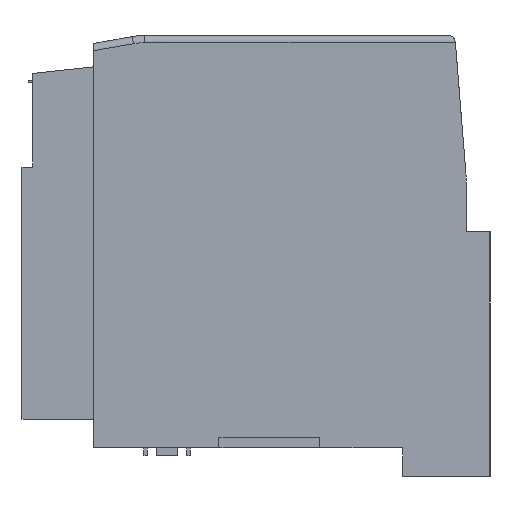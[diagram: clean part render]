
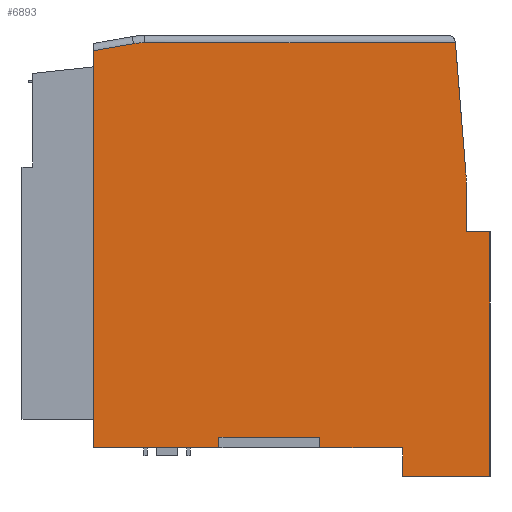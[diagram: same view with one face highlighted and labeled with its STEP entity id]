
A CAD part, left-side view. The second image highlights one B-rep face of the part: STEP entity #6893.
In plain terms, the highlighted planar face has unit normal (-1, 0, 0).
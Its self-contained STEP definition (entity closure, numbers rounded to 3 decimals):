
#389 = DIRECTION ( 'NONE',  ( 0., 0., -1. ) ) ;
#695 = VECTOR ( 'NONE', #10714, 1000. ) ;
#1367 = CARTESIAN_POINT ( 'NONE',  ( -44.35, 18.784, 56.35 ) ) ;
#1484 = DIRECTION ( 'NONE',  ( 0., 1., 0. ) ) ;
#1590 = EDGE_CURVE ( 'NONE', #15564, #21623, #1721, .T. ) ;
#1686 = VERTEX_POINT ( 'NONE', #26381 ) ;
#1721 = LINE ( 'NONE', #20508, #27431 ) ;
#1751 = ORIENTED_EDGE ( 'NONE', *, *, #2493, .F. ) ;
#2251 = VERTEX_POINT ( 'NONE', #13675 ) ;
#2493 = EDGE_CURVE ( 'NONE', #12966, #18017, #7441, .T. ) ;
#2765 = EDGE_CURVE ( 'NONE', #24474, #7364, #6259, .T. ) ;
#2799 = PLANE ( 'NONE',  #17127 ) ;
#2950 = LINE ( 'NONE', #3267, #22018 ) ;
#3100 = DIRECTION ( 'NONE',  ( 0., 0., -1. ) ) ;
#3267 = CARTESIAN_POINT ( 'NONE',  ( -44.35, -17.09, -4. ) ) ;
#3529 = CARTESIAN_POINT ( 'NONE',  ( -44.35, 25.95, 57.35 ) ) ;
#4128 = ORIENTED_EDGE ( 'NONE', *, *, #13636, .T. ) ;
#4135 = VECTOR ( 'NONE', #3100, 1000. ) ;
#4650 = CARTESIAN_POINT ( 'NONE',  ( -44.35, 8.45, 1.5 ) ) ;
#5145 = DIRECTION ( 'NONE',  ( 0., -0.081, -0.997 ) ) ;
#5755 = CARTESIAN_POINT ( 'NONE',  ( -44.35, -25.95, 56.35 ) ) ;
#5767 = DIRECTION ( 'NONE',  ( 0., 0., 1. ) ) ;
#5892 = ORIENTED_EDGE ( 'NONE', *, *, #27694, .T. ) ;
#6259 = LINE ( 'NONE', #30495, #18710 ) ;
#6486 = VECTOR ( 'NONE', #30393, 1000. ) ;
#6544 = CARTESIAN_POINT ( 'NONE',  ( -44.35, -25.95, 30.05 ) ) ;
#6893 = ADVANCED_FACE ( 'NONE', ( #23975 ), #2799, .F. ) ;
#7003 = VECTOR ( 'NONE', #17734, 1000. ) ;
#7364 = VERTEX_POINT ( 'NONE', #4650 ) ;
#7441 = LINE ( 'NONE', #20067, #20664 ) ;
#7594 = CIRCLE ( 'NONE', #29979, 20. ) ;
#7805 = CARTESIAN_POINT ( 'NONE',  ( -44.35, -24.431, 56.35 ) ) ;
#7988 = DIRECTION ( 'NONE',  ( 0., 0., -1. ) ) ;
#8239 = ORIENTED_EDGE ( 'NONE', *, *, #13368, .T. ) ;
#8366 = EDGE_CURVE ( 'NONE', #16139, #15564, #17179, .T. ) ;
#8479 = AXIS2_PLACEMENT_3D ( 'NONE', #24115, #9183, #26636 ) ;
#8688 = VECTOR ( 'NONE', #28427, 1000. ) ;
#9053 = VERTEX_POINT ( 'NONE', #14643 ) ;
#9183 = DIRECTION ( 'NONE',  ( -1., 0., 0. ) ) ;
#9939 = CARTESIAN_POINT ( 'NONE',  ( -44.35, -5.55, 1.5 ) ) ;
#10097 = ORIENTED_EDGE ( 'NONE', *, *, #25149, .F. ) ;
#10304 = VERTEX_POINT ( 'NONE', #1367 ) ;
#10565 = DIRECTION ( 'NONE',  ( 0., 1., 0. ) ) ;
#10656 = EDGE_CURVE ( 'NONE', #21491, #19913, #17437, .T. ) ;
#10714 = DIRECTION ( 'NONE',  ( 0., 0., -1. ) ) ;
#10800 = VECTOR ( 'NONE', #7988, 1000. ) ;
#11026 = LINE ( 'NONE', #5755, #29345 ) ;
#11201 = CARTESIAN_POINT ( 'NONE',  ( -44.35, -29.25, 30.05 ) ) ;
#11751 = CARTESIAN_POINT ( 'NONE',  ( -44.35, -5.95, 36.791 ) ) ;
#11792 = ORIENTED_EDGE ( 'NONE', *, *, #29492, .F. ) ;
#12037 = EDGE_CURVE ( 'NONE', #31335, #1686, #28573, .T. ) ;
#12044 = DIRECTION ( 'NONE',  ( 0., 0.985, -0.172 ) ) ;
#12675 = EDGE_LOOP ( 'NONE', ( #1751, #5892, #8239, #13283, #17419, #30851, #18955, #19529, #4128, #31921, #11792, #10097, #28048, #16163, #13666, #21881 ) ) ;
#12966 = VERTEX_POINT ( 'NONE', #7805 ) ;
#13283 = ORIENTED_EDGE ( 'NONE', *, *, #30900, .T. ) ;
#13368 = EDGE_CURVE ( 'NONE', #10304, #9053, #16245, .T. ) ;
#13636 = EDGE_CURVE ( 'NONE', #24474, #22550, #29818, .T. ) ;
#13666 = ORIENTED_EDGE ( 'NONE', *, *, #10656, .F. ) ;
#13675 = CARTESIAN_POINT ( 'NONE',  ( -44.35, -17.09, 0. ) ) ;
#14158 = CARTESIAN_POINT ( 'NONE',  ( -44.35, 8.45, 0. ) ) ;
#14277 = DIRECTION ( 'NONE',  ( 0., 0., -1. ) ) ;
#14643 = CARTESIAN_POINT ( 'NONE',  ( -44.35, 20.332, 56.216 ) ) ;
#15291 = DIRECTION ( 'NONE',  ( 1., 0., 0. ) ) ;
#15564 = VERTEX_POINT ( 'NONE', #18632 ) ;
#16139 = VERTEX_POINT ( 'NONE', #25905 ) ;
#16163 = ORIENTED_EDGE ( 'NONE', *, *, #29617, .T. ) ;
#16245 = CIRCLE ( 'NONE', #8479, 9. ) ;
#16390 = LINE ( 'NONE', #24471, #29622 ) ;
#16403 = VECTOR ( 'NONE', #25846, 1000. ) ;
#17127 = AXIS2_PLACEMENT_3D ( 'NONE', #30194, #15291, #389 ) ;
#17176 = CARTESIAN_POINT ( 'NONE',  ( -44.35, -25.885, 38.406 ) ) ;
#17179 = LINE ( 'NONE', #3529, #16403 ) ;
#17419 = ORIENTED_EDGE ( 'NONE', *, *, #8366, .T. ) ;
#17437 = LINE ( 'NONE', #25417, #10800 ) ;
#17707 = LINE ( 'NONE', #31419, #24328 ) ;
#17734 = DIRECTION ( 'NONE',  ( 0., 1., 0. ) ) ;
#17992 = CARTESIAN_POINT ( 'NONE',  ( -44.35, -25.95, 0. ) ) ;
#18017 = VERTEX_POINT ( 'NONE', #17176 ) ;
#18632 = CARTESIAN_POINT ( 'NONE',  ( -44.35, 25.95, 0. ) ) ;
#18710 = VECTOR ( 'NONE', #10565, 1000. ) ;
#18803 = CARTESIAN_POINT ( 'NONE',  ( -44.35, -5.55, 0. ) ) ;
#18955 = ORIENTED_EDGE ( 'NONE', *, *, #25954, .F. ) ;
#19529 = ORIENTED_EDGE ( 'NONE', *, *, #2765, .F. ) ;
#19913 = VERTEX_POINT ( 'NONE', #6544 ) ;
#20067 = CARTESIAN_POINT ( 'NONE',  ( -44.35, -24.35, 57.35 ) ) ;
#20504 = CARTESIAN_POINT ( 'NONE',  ( -44.35, -5.55, 1.5 ) ) ;
#20508 = CARTESIAN_POINT ( 'NONE',  ( -44.35, -25.95, 0. ) ) ;
#20647 = CARTESIAN_POINT ( 'NONE',  ( -44.35, 8.45, 1.5 ) ) ;
#20664 = VECTOR ( 'NONE', #5145, 1000. ) ;
#21491 = VERTEX_POINT ( 'NONE', #30898 ) ;
#21623 = VERTEX_POINT ( 'NONE', #14158 ) ;
#21637 = CARTESIAN_POINT ( 'NONE',  ( -44.35, -29.25, 30.05 ) ) ;
#21881 = ORIENTED_EDGE ( 'NONE', *, *, #23232, .T. ) ;
#22018 = VECTOR ( 'NONE', #5767, 1000. ) ;
#22550 = VERTEX_POINT ( 'NONE', #18803 ) ;
#22986 = EDGE_CURVE ( 'NONE', #22550, #2251, #26336, .T. ) ;
#23232 = EDGE_CURVE ( 'NONE', #21491, #18017, #7594, .T. ) ;
#23975 = FACE_OUTER_BOUND ( 'NONE', #12675, .T. ) ;
#24115 = CARTESIAN_POINT ( 'NONE',  ( -44.35, 18.784, 47.35 ) ) ;
#24328 = VECTOR ( 'NONE', #1484, 1000. ) ;
#24471 = CARTESIAN_POINT ( 'NONE',  ( -44.35, -24.773, 64.091 ) ) ;
#24474 = VERTEX_POINT ( 'NONE', #9939 ) ;
#25149 = EDGE_CURVE ( 'NONE', #1686, #27337, #26847, .T. ) ;
#25417 = CARTESIAN_POINT ( 'NONE',  ( -44.35, -25.95, 57.35 ) ) ;
#25846 = DIRECTION ( 'NONE',  ( 0., 0., -1. ) ) ;
#25905 = CARTESIAN_POINT ( 'NONE',  ( -44.35, 25.95, 55.235 ) ) ;
#25954 = EDGE_CURVE ( 'NONE', #7364, #21623, #27184, .T. ) ;
#26336 = LINE ( 'NONE', #17992, #6486 ) ;
#26381 = CARTESIAN_POINT ( 'NONE',  ( -44.35, -29.25, -4. ) ) ;
#26636 = DIRECTION ( 'NONE',  ( 0., 0., -1. ) ) ;
#26847 = LINE ( 'NONE', #30045, #7003 ) ;
#27184 = LINE ( 'NONE', #20647, #695 ) ;
#27337 = VERTEX_POINT ( 'NONE', #31218 ) ;
#27431 = VECTOR ( 'NONE', #30505, 1000. ) ;
#27694 = EDGE_CURVE ( 'NONE', #12966, #10304, #11026, .T. ) ;
#28048 = ORIENTED_EDGE ( 'NONE', *, *, #12037, .F. ) ;
#28427 = DIRECTION ( 'NONE',  ( 0., 0., -1. ) ) ;
#28573 = LINE ( 'NONE', #11201, #8688 ) ;
#29192 = DIRECTION ( 'NONE',  ( -1., 0., 0. ) ) ;
#29345 = VECTOR ( 'NONE', #30649, 1000. ) ;
#29492 = EDGE_CURVE ( 'NONE', #27337, #2251, #2950, .T. ) ;
#29617 = EDGE_CURVE ( 'NONE', #31335, #19913, #17707, .T. ) ;
#29622 = VECTOR ( 'NONE', #12044, 1000. ) ;
#29818 = LINE ( 'NONE', #20504, #4135 ) ;
#29979 = AXIS2_PLACEMENT_3D ( 'NONE', #11751, #29192, #14277 ) ;
#30045 = CARTESIAN_POINT ( 'NONE',  ( -44.35, -17.09, -4. ) ) ;
#30194 = CARTESIAN_POINT ( 'NONE',  ( -44.35, -25.95, 57.35 ) ) ;
#30393 = DIRECTION ( 'NONE',  ( 0., -1., 0. ) ) ;
#30495 = CARTESIAN_POINT ( 'NONE',  ( -44.35, 0., 1.5 ) ) ;
#30505 = DIRECTION ( 'NONE',  ( 0., -1., 0. ) ) ;
#30649 = DIRECTION ( 'NONE',  ( 0., 1., 0. ) ) ;
#30851 = ORIENTED_EDGE ( 'NONE', *, *, #1590, .T. ) ;
#30898 = CARTESIAN_POINT ( 'NONE',  ( -44.35, -25.95, 36.791 ) ) ;
#30900 = EDGE_CURVE ( 'NONE', #9053, #16139, #16390, .T. ) ;
#31218 = CARTESIAN_POINT ( 'NONE',  ( -44.35, -17.09, -4. ) ) ;
#31335 = VERTEX_POINT ( 'NONE', #21637 ) ;
#31419 = CARTESIAN_POINT ( 'NONE',  ( -44.35, -29.25, 30.05 ) ) ;
#31921 = ORIENTED_EDGE ( 'NONE', *, *, #22986, .T. ) ;
